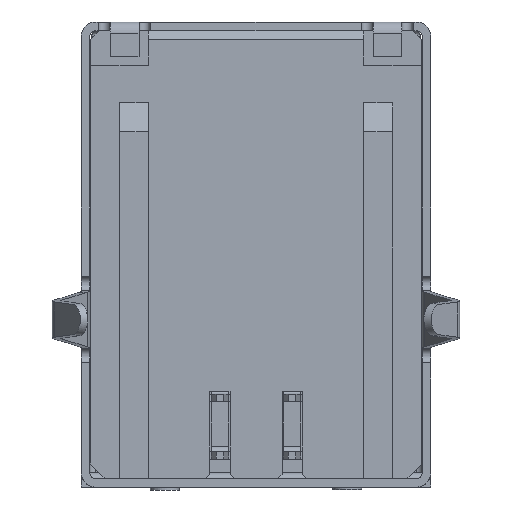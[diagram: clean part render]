
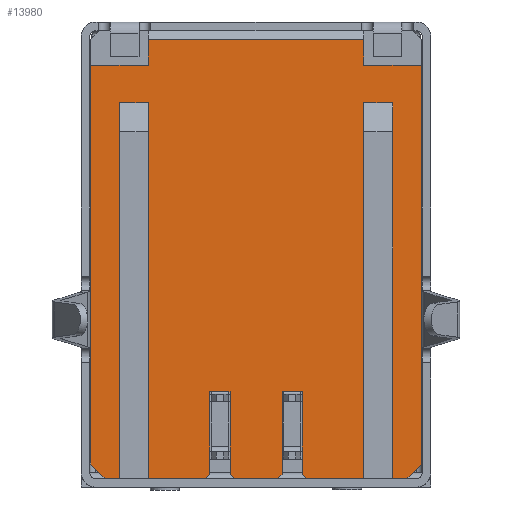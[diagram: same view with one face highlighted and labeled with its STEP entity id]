
A CAD part, front view. The second image highlights one B-rep face of the part: STEP entity #13980.
In plain terms, the highlighted planar face has unit normal (0, -1, 0).
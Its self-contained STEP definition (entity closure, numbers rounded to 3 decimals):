
#607=PLANE('',#15027);
#4284=ORIENTED_EDGE('',*,*,#6794,.F.);
#4285=ORIENTED_EDGE('',*,*,#6833,.F.);
#4286=ORIENTED_EDGE('',*,*,#6709,.F.);
#4287=ORIENTED_EDGE('',*,*,#6834,.F.);
#4288=ORIENTED_EDGE('',*,*,#6898,.F.);
#4289=ORIENTED_EDGE('',*,*,#6622,.F.);
#4290=ORIENTED_EDGE('',*,*,#6899,.F.);
#4291=ORIENTED_EDGE('',*,*,#6900,.F.);
#4292=ORIENTED_EDGE('',*,*,#6901,.F.);
#4293=ORIENTED_EDGE('',*,*,#6641,.F.);
#4294=ORIENTED_EDGE('',*,*,#6567,.F.);
#4295=ORIENTED_EDGE('',*,*,#6776,.F.);
#4296=ORIENTED_EDGE('',*,*,#6902,.F.);
#4297=ORIENTED_EDGE('',*,*,#6464,.F.);
#4298=ORIENTED_EDGE('',*,*,#6574,.F.);
#4299=ORIENTED_EDGE('',*,*,#6522,.F.);
#4300=ORIENTED_EDGE('',*,*,#6858,.T.);
#4301=ORIENTED_EDGE('',*,*,#6647,.F.);
#4302=ORIENTED_EDGE('',*,*,#6903,.F.);
#4303=ORIENTED_EDGE('',*,*,#6619,.T.);
#4304=ORIENTED_EDGE('',*,*,#6904,.F.);
#4305=ORIENTED_EDGE('',*,*,#6475,.F.);
#4306=ORIENTED_EDGE('',*,*,#6905,.F.);
#4307=ORIENTED_EDGE('',*,*,#6883,.F.);
#4308=ORIENTED_EDGE('',*,*,#6385,.F.);
#4309=ORIENTED_EDGE('',*,*,#6492,.F.);
#4310=ORIENTED_EDGE('',*,*,#6424,.F.);
#4311=ORIENTED_EDGE('',*,*,#6906,.F.);
#4312=ORIENTED_EDGE('',*,*,#6381,.F.);
#4313=ORIENTED_EDGE('',*,*,#6663,.F.);
#6381=EDGE_CURVE('',#7941,#7942,#9332,.T.);
#6385=EDGE_CURVE('',#7945,#7946,#9336,.T.);
#6424=EDGE_CURVE('',#7983,#7985,#9375,.T.);
#6464=EDGE_CURVE('',#8022,#8024,#9415,.T.);
#6475=EDGE_CURVE('',#8034,#8035,#9426,.T.);
#6492=EDGE_CURVE('',#7985,#7945,#9443,.T.);
#6522=EDGE_CURVE('',#8074,#8075,#9473,.T.);
#6567=EDGE_CURVE('',#8114,#8115,#9518,.T.);
#6574=EDGE_CURVE('',#8075,#8022,#9525,.T.);
#6619=EDGE_CURVE('',#8149,#8151,#9570,.T.);
#6622=EDGE_CURVE('',#8154,#8155,#9573,.T.);
#6641=EDGE_CURVE('',#8115,#8170,#9592,.T.);
#6647=EDGE_CURVE('',#8173,#8174,#9598,.T.);
#6663=EDGE_CURVE('',#8186,#7941,#9614,.T.);
#6709=EDGE_CURVE('',#8222,#8218,#9660,.T.);
#6776=EDGE_CURVE('',#8270,#8114,#9727,.T.);
#6794=EDGE_CURVE('',#8281,#8186,#9745,.T.);
#6833=EDGE_CURVE('',#8218,#8281,#9784,.T.);
#6834=EDGE_CURVE('',#8306,#8222,#9785,.T.);
#6858=EDGE_CURVE('',#8074,#8174,#9809,.T.);
#6883=EDGE_CURVE('',#7946,#8331,#9834,.T.);
#6898=EDGE_CURVE('',#8155,#8306,#9849,.T.);
#6899=EDGE_CURVE('',#8338,#8154,#9850,.T.);
#6900=EDGE_CURVE('',#8339,#8338,#9851,.T.);
#6901=EDGE_CURVE('',#8170,#8339,#9852,.T.);
#6902=EDGE_CURVE('',#8024,#8270,#9853,.T.);
#6903=EDGE_CURVE('',#8149,#8173,#9854,.T.);
#6904=EDGE_CURVE('',#8035,#8151,#9855,.T.);
#6905=EDGE_CURVE('',#8331,#8034,#9856,.T.);
#6906=EDGE_CURVE('',#7942,#7983,#9857,.T.);
#7941=VERTEX_POINT('',#22713);
#7942=VERTEX_POINT('',#22715);
#7945=VERTEX_POINT('',#22721);
#7946=VERTEX_POINT('',#22723);
#7983=VERTEX_POINT('',#22806);
#7985=VERTEX_POINT('',#22809);
#8022=VERTEX_POINT('',#22892);
#8024=VERTEX_POINT('',#22895);
#8034=VERTEX_POINT('',#22919);
#8035=VERTEX_POINT('',#22920);
#8074=VERTEX_POINT('',#23017);
#8075=VERTEX_POINT('',#23019);
#8114=VERTEX_POINT('',#23112);
#8115=VERTEX_POINT('',#23114);
#8149=VERTEX_POINT('',#23209);
#8151=VERTEX_POINT('',#23213);
#8154=VERTEX_POINT('',#23220);
#8155=VERTEX_POINT('',#23222);
#8170=VERTEX_POINT('',#23262);
#8173=VERTEX_POINT('',#23272);
#8174=VERTEX_POINT('',#23274);
#8186=VERTEX_POINT('',#23305);
#8218=VERTEX_POINT('',#23390);
#8222=VERTEX_POINT('',#23399);
#8270=VERTEX_POINT('',#23524);
#8281=VERTEX_POINT('',#23558);
#8306=VERTEX_POINT('',#23638);
#8331=VERTEX_POINT('',#23724);
#8338=VERTEX_POINT('',#23755);
#8339=VERTEX_POINT('',#23757);
#9332=LINE('',#22714,#10986);
#9336=LINE('',#22722,#10990);
#9375=LINE('',#22808,#11029);
#9415=LINE('',#22894,#11069);
#9426=LINE('',#22918,#11080);
#9443=LINE('',#22955,#11097);
#9473=LINE('',#23018,#11127);
#9518=LINE('',#23113,#11172);
#9525=LINE('',#23125,#11179);
#9570=LINE('',#23214,#11224);
#9573=LINE('',#23221,#11227);
#9592=LINE('',#23261,#11246);
#9598=LINE('',#23273,#11252);
#9614=LINE('',#23306,#11268);
#9660=LINE('',#23400,#11314);
#9727=LINE('',#23525,#11381);
#9745=LINE('',#23559,#11399);
#9784=LINE('',#23635,#11438);
#9785=LINE('',#23637,#11439);
#9809=LINE('',#23678,#11463);
#9834=LINE('',#23723,#11488);
#9849=LINE('',#23753,#11503);
#9850=LINE('',#23754,#11504);
#9851=LINE('',#23756,#11505);
#9852=LINE('',#23758,#11506);
#9853=LINE('',#23759,#11507);
#9854=LINE('',#23760,#11508);
#9855=LINE('',#23761,#11509);
#9856=LINE('',#23762,#11510);
#9857=LINE('',#23763,#11511);
#10986=VECTOR('',#17549,1000.);
#10990=VECTOR('',#17553,1000.);
#11029=VECTOR('',#17608,1000.);
#11069=VECTOR('',#17662,1000.);
#11080=VECTOR('',#17679,1000.);
#11097=VECTOR('',#17704,1000.);
#11127=VECTOR('',#17750,1000.);
#11172=VECTOR('',#17815,1000.);
#11179=VECTOR('',#17822,1000.);
#11224=VECTOR('',#17891,1000.);
#11227=VECTOR('',#17896,1000.);
#11246=VECTOR('',#17927,1000.);
#11252=VECTOR('',#17937,1000.);
#11268=VECTOR('',#17961,1000.);
#11314=VECTOR('',#18031,1000.);
#11381=VECTOR('',#18118,1000.);
#11399=VECTOR('',#18146,1000.);
#11438=VECTOR('',#18211,1000.);
#11439=VECTOR('',#18214,1000.);
#11463=VECTOR('',#18248,1000.);
#11488=VECTOR('',#18287,1000.);
#11503=VECTOR('',#18318,1000.);
#11504=VECTOR('',#18319,1000.);
#11505=VECTOR('',#18320,1000.);
#11506=VECTOR('',#18321,1000.);
#11507=VECTOR('',#18322,1000.);
#11508=VECTOR('',#18323,1000.);
#11509=VECTOR('',#18324,1000.);
#11510=VECTOR('',#18325,1000.);
#11511=VECTOR('',#18326,1000.);
#12335=EDGE_LOOP('',(#4284,#4285,#4286,#4287,#4288,#4289,#4290,#4291,#4292,
#4293,#4294,#4295,#4296,#4297,#4298,#4299,#4300,#4301,#4302,#4303,#4304,
#4305,#4306,#4307,#4308,#4309,#4310,#4311,#4312,#4313));
#13089=FACE_BOUND('',#12335,.T.);
#13980=ADVANCED_FACE('',(#13089),#607,.F.);
#15027=AXIS2_PLACEMENT_3D('',#23752,#18316,#18317);
#17549=DIRECTION('',(1.,0.,0.));
#17553=DIRECTION('',(1.,0.,0.));
#17608=DIRECTION('',(1.,0.,0.));
#17662=DIRECTION('',(0.,0.,-1.));
#17679=DIRECTION('',(-1.,0.,0.));
#17704=DIRECTION('',(0.,0.,1.));
#17750=DIRECTION('',(0.707,0.,0.707));
#17815=DIRECTION('',(1.,0.,0.));
#17822=DIRECTION('',(1.,0.,0.));
#17891=DIRECTION('',(1.,0.,0.));
#17896=DIRECTION('',(0.707,0.,0.707));
#17927=DIRECTION('',(0.707,0.,-0.707));
#17937=DIRECTION('',(-1.,0.,0.));
#17961=DIRECTION('',(0.707,0.,0.707));
#18031=DIRECTION('',(0.,0.,-1.));
#18118=DIRECTION('',(0.,0.,1.));
#18146=DIRECTION('',(0.,0.,1.));
#18211=DIRECTION('',(1.,0.,0.));
#18214=DIRECTION('',(0.707,0.,-0.707));
#18248=DIRECTION('',(0.,0.,-1.));
#18287=DIRECTION('',(0.707,0.,-0.707));
#18316=DIRECTION('',(0.,1.,0.));
#18317=DIRECTION('',(1.,0.,0.));
#18318=DIRECTION('',(1.,0.,0.));
#18319=DIRECTION('',(0.,0.,1.));
#18320=DIRECTION('',(1.,0.,0.));
#18321=DIRECTION('',(0.,0.,-1.));
#18322=DIRECTION('',(1.,0.,0.));
#18323=DIRECTION('',(0.,0.,1.));
#18324=DIRECTION('',(0.,0.,-1.));
#18325=DIRECTION('',(0.,0.,-1.));
#18326=DIRECTION('',(0.,0.,-1.));
#22713=CARTESIAN_POINT('',(2.362,-3.907,15.5));
#22714=CARTESIAN_POINT('',(-0.168,-3.907,15.5));
#22715=CARTESIAN_POINT('',(4.337,-3.907,15.5));
#22721=CARTESIAN_POINT('',(5.337,-3.907,15.5));
#22722=CARTESIAN_POINT('',(-0.168,-3.907,15.5));
#22723=CARTESIAN_POINT('',(5.837,-3.907,15.5));
#22806=CARTESIAN_POINT('',(4.337,-3.907,2.5));
#22808=CARTESIAN_POINT('',(-4.14,-3.907,2.5));
#22809=CARTESIAN_POINT('',(5.337,-3.907,2.5));
#22892=CARTESIAN_POINT('',(-4.113,-3.907,15.5));
#22894=CARTESIAN_POINT('',(-4.113,-3.907,7.9));
#22895=CARTESIAN_POINT('',(-4.113,-3.907,2.5));
#22918=CARTESIAN_POINT('',(-3.073,-3.907,1.2));
#22919=CARTESIAN_POINT('',(6.337,-3.907,1.2));
#22920=CARTESIAN_POINT('',(4.337,-3.907,1.2));
#22955=CARTESIAN_POINT('',(5.337,-3.907,7.9));
#23017=CARTESIAN_POINT('',(-5.113,-3.907,15.));
#23018=CARTESIAN_POINT('',(-4.593,-3.907,15.519));
#23019=CARTESIAN_POINT('',(-4.613,-3.907,15.5));
#23112=CARTESIAN_POINT('',(-3.113,-3.907,15.5));
#23113=CARTESIAN_POINT('',(-0.168,-3.907,15.5));
#23114=CARTESIAN_POINT('',(-1.138,-3.907,15.5));
#23125=CARTESIAN_POINT('',(-0.168,-3.907,15.5));
#23209=CARTESIAN_POINT('',(-3.113,-3.907,0.3));
#23213=CARTESIAN_POINT('',(4.337,-3.907,0.3));
#23214=CARTESIAN_POINT('',(-5.342,-3.907,0.3));
#23220=CARTESIAN_POINT('',(-0.288,-3.907,15.35));
#23221=CARTESIAN_POINT('',(-0.213,-3.907,15.425));
#23222=CARTESIAN_POINT('',(-0.138,-3.907,15.5));
#23261=CARTESIAN_POINT('',(-1.157,-3.907,15.519));
#23262=CARTESIAN_POINT('',(-0.988,-3.907,15.35));
#23272=CARTESIAN_POINT('',(-3.113,-3.907,1.2));
#23273=CARTESIAN_POINT('',(0.612,-3.907,1.2));
#23274=CARTESIAN_POINT('',(-5.113,-3.907,1.2));
#23305=CARTESIAN_POINT('',(2.212,-3.907,15.35));
#23306=CARTESIAN_POINT('',(2.287,-3.907,15.425));
#23390=CARTESIAN_POINT('',(1.512,-3.907,12.5));
#23399=CARTESIAN_POINT('',(1.512,-3.907,15.35));
#23400=CARTESIAN_POINT('',(1.512,-3.907,7.9));
#23524=CARTESIAN_POINT('',(-3.113,-3.907,2.5));
#23525=CARTESIAN_POINT('',(-3.113,-3.907,1.228));
#23558=CARTESIAN_POINT('',(2.212,-3.907,12.5));
#23559=CARTESIAN_POINT('',(2.212,-3.907,7.9));
#23635=CARTESIAN_POINT('',(-1.015,-3.907,12.5));
#23637=CARTESIAN_POINT('',(1.343,-3.907,15.519));
#23638=CARTESIAN_POINT('',(1.362,-3.907,15.5));
#23678=CARTESIAN_POINT('',(-5.113,-3.907,7.65));
#23723=CARTESIAN_POINT('',(6.357,-3.907,14.981));
#23724=CARTESIAN_POINT('',(6.337,-3.907,15.));
#23752=CARTESIAN_POINT('',(-5.342,-3.907,15.804));
#23753=CARTESIAN_POINT('',(0.612,-3.907,15.5));
#23754=CARTESIAN_POINT('',(-0.288,-3.907,7.9));
#23755=CARTESIAN_POINT('',(-0.288,-3.907,12.5));
#23756=CARTESIAN_POINT('',(-0.638,-3.907,12.5));
#23757=CARTESIAN_POINT('',(-0.988,-3.907,12.5));
#23758=CARTESIAN_POINT('',(-0.988,-3.907,7.9));
#23759=CARTESIAN_POINT('',(0.612,-3.907,2.5));
#23760=CARTESIAN_POINT('',(-3.113,-3.907,7.9));
#23761=CARTESIAN_POINT('',(4.337,-3.907,15.76));
#23762=CARTESIAN_POINT('',(6.337,-3.907,7.65));
#23763=CARTESIAN_POINT('',(4.337,-3.907,7.9));
